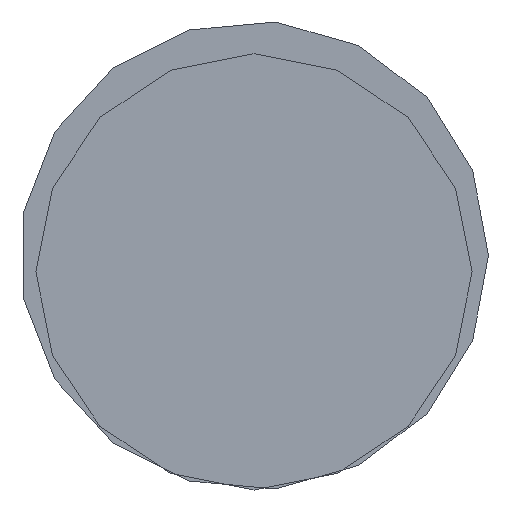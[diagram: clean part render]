
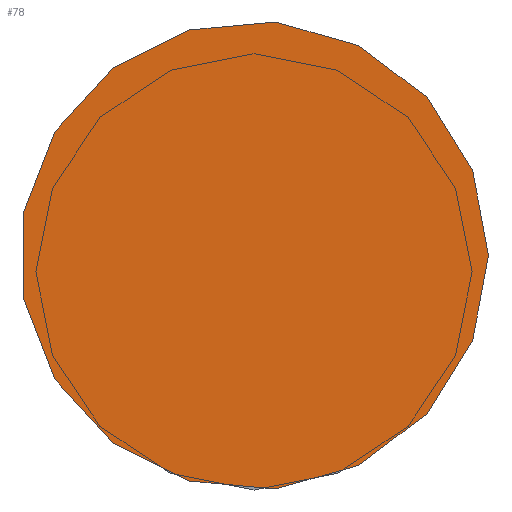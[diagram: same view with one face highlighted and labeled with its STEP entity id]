
A CAD part, front view. The second image highlights one B-rep face of the part: STEP entity #78.
In plain terms, the highlighted planar face has unit normal (0, -1, 0).
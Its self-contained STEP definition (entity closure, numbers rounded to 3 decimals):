
#78 = ADVANCED_FACE( '', ( #129 ), #130, .T. );
#129 = FACE_OUTER_BOUND( '', #163, .T. );
#130 = PLANE( '', #164 );
#163 = EDGE_LOOP( '', ( #191 ) );
#164 = AXIS2_PLACEMENT_3D( '', #192, #193, #194 );
#191 = ORIENTED_EDGE( '', *, *, #215, .T. );
#192 = CARTESIAN_POINT( '', ( 0., -500.1, 0. ) );
#193 = DIRECTION( '', ( 0., -1., 0. ) );
#194 = DIRECTION( '', ( 0., 0., -1. ) );
#215 = EDGE_CURVE( '', #228, #228, #229, .T. );
#228 = VERTEX_POINT( '', #242 );
#229 = CIRCLE( '', #243, 1.075 );
#242 = CARTESIAN_POINT( '', ( 1.075, -500.1, 0. ) );
#243 = AXIS2_PLACEMENT_3D( '', #255, #256, #257 );
#255 = CARTESIAN_POINT( '', ( 0., -500.1, 0. ) );
#256 = DIRECTION( '', ( 0., -1., 0. ) );
#257 = DIRECTION( '', ( 1., 0., 0. ) );
